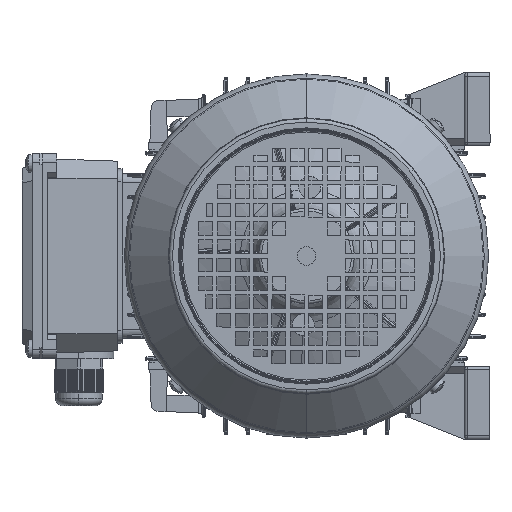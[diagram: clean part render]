
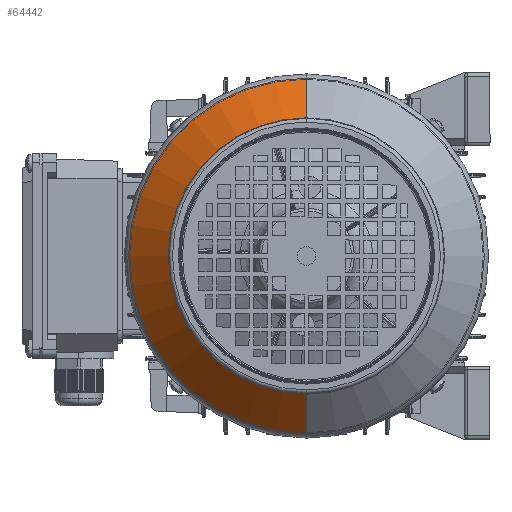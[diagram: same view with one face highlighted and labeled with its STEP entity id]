
A CAD part, left-side view. The second image highlights one B-rep face of the part: STEP entity #64442.
In plain terms, the highlighted conical face has half-angle 45 degrees and reference radius 75.293 mm.
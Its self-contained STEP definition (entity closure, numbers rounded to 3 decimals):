
#19857 = DIRECTION ( 'NONE',  ( -0.707, 0., 0.707 ) ) ;
#19858 = VECTOR ( 'NONE', #19857, 1000. ) ;
#19859 = CARTESIAN_POINT ( 'NONE',  ( 91.707, 0., 75.293 ) ) ;
#19860 = LINE ( 'NONE', #19859, #19858 ) ;
#19873 = DIRECTION ( 'NONE',  ( -0.707, 0., -0.707 ) ) ;
#19874 = VECTOR ( 'NONE', #19873, 1000. ) ;
#64399 = EDGE_CURVE ( 'NONE', #64400, #64401, #104429, .T. ) ;
#64400 = VERTEX_POINT ( 'NONE', #104419 ) ;
#64401 = VERTEX_POINT ( 'NONE', #104416 ) ;
#64442 = ADVANCED_FACE ( 'NONE', ( #104615 ), #104610, .T. ) ;
#64444 = EDGE_LOOP ( 'NONE', ( #64446, #64454, #64459, #64463 ) ) ;
#64446 = ORIENTED_EDGE ( 'NONE', *, *, #64449, .T. ) ;
#64449 = EDGE_CURVE ( 'NONE', #64451, #64452, #104588, .T. ) ;
#64451 = VERTEX_POINT ( 'NONE', #104567 ) ;
#64452 = VERTEX_POINT ( 'NONE', #104566 ) ;
#64454 = ORIENTED_EDGE ( 'NONE', *, *, #64457, .T. ) ;
#64457 = EDGE_CURVE ( 'NONE', #64452, #64401, #104107, .T. ) ;
#64459 = ORIENTED_EDGE ( 'NONE', *, *, #64399, .F. ) ;
#64463 = ORIENTED_EDGE ( 'NONE', *, *, #64464, .F. ) ;
#64464 = EDGE_CURVE ( 'NONE', #64451, #64400, #19860, .T. ) ;
#104107 = LINE ( 'NONE', #104565, #19874 ) ;
#104416 = CARTESIAN_POINT ( 'NONE',  ( 70.093, 0., -96.907 ) ) ;
#104419 = CARTESIAN_POINT ( 'NONE',  ( 70.093, 0., 96.907 ) ) ;
#104420 = DIRECTION ( 'NONE',  ( 0., 0., 1. ) ) ;
#104423 = DIRECTION ( 'NONE',  ( -1., 0., 0. ) ) ;
#104425 = CARTESIAN_POINT ( 'NONE',  ( 70.093, 0., 0. ) ) ;
#104427 = AXIS2_PLACEMENT_3D ( 'NONE', #104425, #104423, #104420 ) ;
#104429 = CIRCLE ( 'NONE', #104427, 96.907 ) ;
#104565 = CARTESIAN_POINT ( 'NONE',  ( 91.707, 0., -75.293 ) ) ;
#104566 = CARTESIAN_POINT ( 'NONE',  ( 91.707, 0., -75.293 ) ) ;
#104567 = CARTESIAN_POINT ( 'NONE',  ( 91.707, 0., 75.293 ) ) ;
#104580 = DIRECTION ( 'NONE',  ( 0., 0., 1. ) ) ;
#104583 = DIRECTION ( 'NONE',  ( -1., 0., 0. ) ) ;
#104585 = CARTESIAN_POINT ( 'NONE',  ( 91.707, 0., 0. ) ) ;
#104587 = AXIS2_PLACEMENT_3D ( 'NONE', #104585, #104583, #104580 ) ;
#104588 = CIRCLE ( 'NONE', #104587, 75.293 ) ;
#104607 = DIRECTION ( 'NONE',  ( 0., 0., 1. ) ) ;
#104608 = DIRECTION ( 'NONE',  ( -1., 0., 0. ) ) ;
#104609 = AXIS2_PLACEMENT_3D ( 'NONE', #104614, #104608, #104607 ) ;
#104610 = CONICAL_SURFACE ( 'NONE', #104609, 75.293, 0.785 ) ;
#104614 = CARTESIAN_POINT ( 'NONE',  ( 91.707, 0., 0. ) ) ;
#104615 = FACE_OUTER_BOUND ( 'NONE', #64444, .T. ) ;
